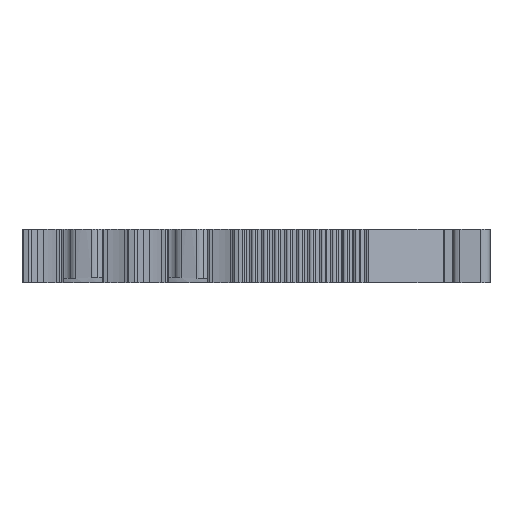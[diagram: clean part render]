
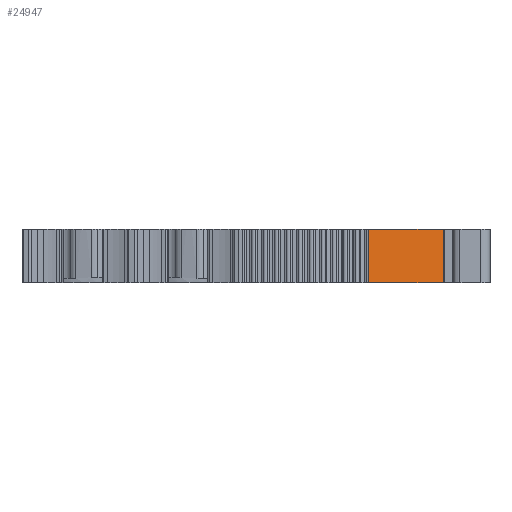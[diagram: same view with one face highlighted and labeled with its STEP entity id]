
A CAD part, left-side view. The second image highlights one B-rep face of the part: STEP entity #24947.
In plain terms, the highlighted planar face has unit normal (-0.976, -0.216, 0).
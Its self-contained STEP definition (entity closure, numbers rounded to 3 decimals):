
#470 = VERTEX_POINT ( 'NONE', #18688 ) ;
#1089 = LINE ( 'NONE', #13321, #15391 ) ;
#3330 = LINE ( 'NONE', #15407, #7442 ) ;
#3889 = EDGE_CURVE ( 'NONE', #19573, #18078, #14281, .T. ) ;
#4184 = CARTESIAN_POINT ( 'NONE',  ( 1894.956, 475.212, 2.9 ) ) ;
#5753 = DIRECTION ( 'NONE',  ( 0., 0., 1. ) ) ;
#6201 = DIRECTION ( 'NONE',  ( 0.216, -0.976, 0. ) ) ;
#7160 = CARTESIAN_POINT ( 'NONE',  ( 1906.601, 422.683, -2.9 ) ) ;
#7341 = ORIENTED_EDGE ( 'NONE', *, *, #16824, .F. ) ;
#7442 = VECTOR ( 'NONE', #17421, 1000. ) ;
#7689 = CARTESIAN_POINT ( 'NONE',  ( 1894.956, 475.212, -2.9 ) ) ;
#8004 = EDGE_CURVE ( 'NONE', #470, #21040, #3330, .T. ) ;
#8553 = EDGE_LOOP ( 'NONE', ( #13766, #19429, #9637, #7341 ) ) ;
#9290 = VECTOR ( 'NONE', #16597, 1000. ) ;
#9637 = ORIENTED_EDGE ( 'NONE', *, *, #8004, .F. ) ;
#11384 = EDGE_CURVE ( 'NONE', #18078, #21040, #1089, .T. ) ;
#12029 = LINE ( 'NONE', #19143, #27413 ) ;
#13321 = CARTESIAN_POINT ( 'NONE',  ( 1894.956, 475.212, -7.1 ) ) ;
#13766 = ORIENTED_EDGE ( 'NONE', *, *, #3889, .T. ) ;
#14281 = LINE ( 'NONE', #7160, #9290 ) ;
#15391 = VECTOR ( 'NONE', #5753, 1000. ) ;
#15407 = CARTESIAN_POINT ( 'NONE',  ( 1906.601, 422.683, 2.9 ) ) ;
#16501 = DIRECTION ( 'NONE',  ( 0., 0., 1. ) ) ;
#16597 = DIRECTION ( 'NONE',  ( 0.216, -0.976, 0. ) ) ;
#16824 = EDGE_CURVE ( 'NONE', #19573, #470, #12029, .T. ) ;
#17421 = DIRECTION ( 'NONE',  ( 0.216, -0.976, 0. ) ) ;
#18078 = VERTEX_POINT ( 'NONE', #7689 ) ;
#18688 = CARTESIAN_POINT ( 'NONE',  ( 1893.171, 483.262, 2.9 ) ) ;
#19143 = CARTESIAN_POINT ( 'NONE',  ( 1893.171, 483.262, -7.1 ) ) ;
#19425 = PLANE ( 'NONE',  #23615 ) ;
#19429 = ORIENTED_EDGE ( 'NONE', *, *, #11384, .T. ) ;
#19573 = VERTEX_POINT ( 'NONE', #24197 ) ;
#19577 = DIRECTION ( 'NONE',  ( -0.976, -0.216, 0. ) ) ;
#21040 = VERTEX_POINT ( 'NONE', #4184 ) ;
#23615 = AXIS2_PLACEMENT_3D ( 'NONE', #27410, #19577, #6201 ) ;
#24197 = CARTESIAN_POINT ( 'NONE',  ( 1893.171, 483.262, -2.9 ) ) ;
#24378 = FACE_OUTER_BOUND ( 'NONE', #8553, .T. ) ;
#24947 = ADVANCED_FACE ( 'NONE', ( #24378 ), #19425, .T. ) ;
#27410 = CARTESIAN_POINT ( 'NONE',  ( 1906.601, 422.683, -7.1 ) ) ;
#27413 = VECTOR ( 'NONE', #16501, 1000. ) ;
